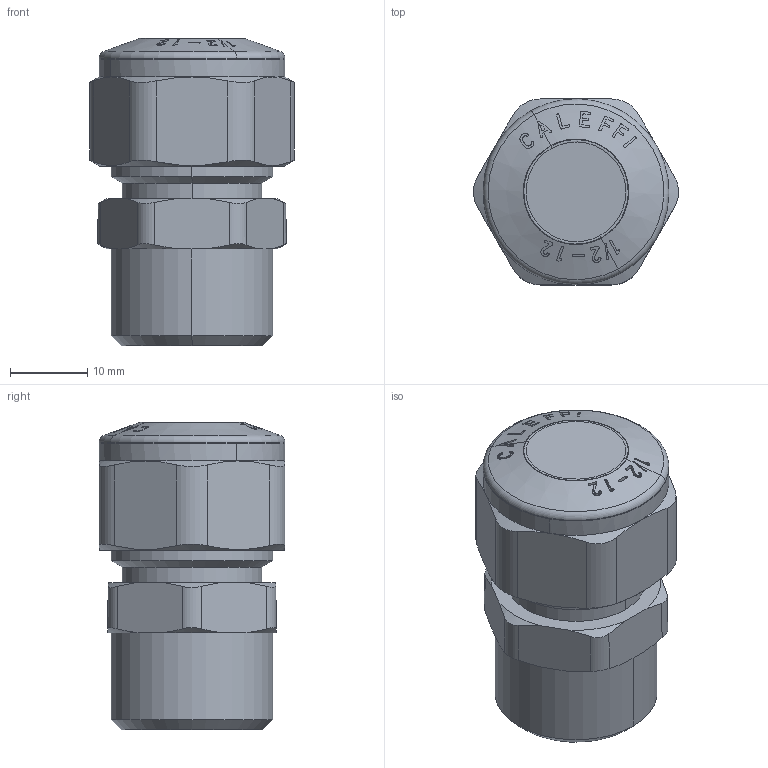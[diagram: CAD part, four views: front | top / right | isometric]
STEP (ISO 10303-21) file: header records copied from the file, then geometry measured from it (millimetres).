
FILE_DESCRIPTION(('CATIA V5 STEP Exchange','CAx-IF Rec.Pracs.--- Model Styling and Organization---1.4--- 2014-01-23','CAx-IF Rec.Pracs.---3D Tessellated Data Validation Properties---0.5---2014-09-14'),'2;1');
FILE_NAME('STEP_904412_-TST.stp','2021-07-05T08:12:29+00:00',('none'),('none'),'CATIA Version 5-6 Release 2019 SP3','CATIA V5 STEP AP242 v1','none');
FILE_SCHEMA(('AP242_MANAGED_MODEL_BASED_3D_ENGINEERING_MIM_LF {1 0 10303 442 1 1 4}'));
Length unit declared in the file: millimetre
Products named in the file (1): 904412 -TST
Bounding box: 26.46 x 24 x 39.7 mm (x, y, z)
Volume: 15658.6 mm3; surface area: 3887.3 mm2
Topology: 1 solids, 1 shells, 351 faces, 992 edges, 658 vertices
Faces by surface type: cylinder 117, plane 105, extrusion 80, cone 45, torus 4
Entity records: 15001 total; most frequent: CARTESIAN_POINT 6995, ORIENTED_EDGE 1984, EDGE_CURVE 992, DIRECTION 896, B_SPLINE_CURVE_WITH_KNOTS 694, VERTEX_POINT 658, VECTOR 400, EDGE_LOOP 366
